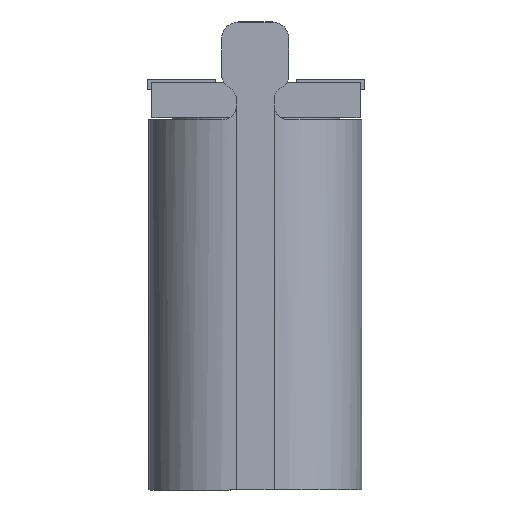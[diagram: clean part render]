
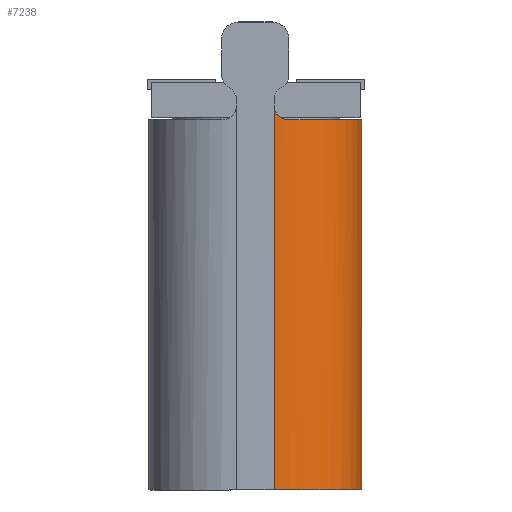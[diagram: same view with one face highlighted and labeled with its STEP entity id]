
A CAD part, front view. The second image highlights one B-rep face of the part: STEP entity #7238.
In plain terms, the highlighted cylindrical face has radius 1.3 mm (diameter 2.6 mm), a partial arc.
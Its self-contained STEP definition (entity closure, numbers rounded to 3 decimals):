
#376 = DIRECTION ( 'NONE',  ( 0., 1., 0. ) ) ;
#1142 = EDGE_CURVE ( 'NONE', #2694, #32605, #12488, .T. ) ;
#1359 = AXIS2_PLACEMENT_3D ( 'NONE', #24915, #8478, #16950 ) ;
#2033 = CARTESIAN_POINT ( 'NONE',  ( 4.454, 3.615, 9.367 ) ) ;
#2204 = CARTESIAN_POINT ( 'NONE',  ( 4.254, 3.6, 9.567 ) ) ;
#2632 = LINE ( 'NONE', #11635, #4769 ) ;
#2694 = VERTEX_POINT ( 'NONE', #26918 ) ;
#4212 = EDGE_CURVE ( 'NONE', #8415, #30034, #13735, .T. ) ;
#4769 = VECTOR ( 'NONE', #22373, 1000. ) ;
#4802 = CARTESIAN_POINT ( 'NONE',  ( 4.254, 4.9, 9.367 ) ) ;
#5892 = FACE_OUTER_BOUND ( 'NONE', #26830, .T. ) ;
#7186 = CARTESIAN_POINT ( 'NONE',  ( 4.402, 3.607, 9.367 ) ) ;
#7238 = ADVANCED_FACE ( 'NONE', ( #5892 ), #28950, .T. ) ;
#7360 = ORIENTED_EDGE ( 'NONE', *, *, #34896, .F. ) ;
#8096 = VERTEX_POINT ( 'NONE', #33011 ) ;
#8415 = VERTEX_POINT ( 'NONE', #9722 ) ;
#8478 = DIRECTION ( 'NONE',  ( 0., 0., 1. ) ) ;
#8480 = VECTOR ( 'NONE', #11696, 1000. ) ;
#9325 = EDGE_CURVE ( 'NONE', #2694, #8096, #10413, .T. ) ;
#9722 = CARTESIAN_POINT ( 'NONE',  ( 4.254, 3.6, 3.867 ) ) ;
#10339 = DIRECTION ( 'NONE',  ( 0., 0., 1. ) ) ;
#10413 = B_SPLINE_CURVE_WITH_KNOTS ( 'NONE', 3,
 ( #2033, #7186, #35419, #13270, #27491, #2204 ),
 .UNSPECIFIED., .F., .F.,
 ( 4, 2, 4 ),
 ( 0., 0., 0. ),
 .UNSPECIFIED. ) ;
#11635 = CARTESIAN_POINT ( 'NONE',  ( 5.554, 4.9, 10.392 ) ) ;
#11696 = DIRECTION ( 'NONE',  ( 0., 0., -1. ) ) ;
#11876 = LINE ( 'NONE', #17061, #8480 ) ;
#12488 = CIRCLE ( 'NONE', #33149, 1.3 ) ;
#13270 = CARTESIAN_POINT ( 'NONE',  ( 4.276, 3.599, 9.462 ) ) ;
#13735 = CIRCLE ( 'NONE', #1359, 1.3 ) ;
#16128 = CARTESIAN_POINT ( 'NONE',  ( 5.554, 4.9, 9.367 ) ) ;
#16950 = DIRECTION ( 'NONE',  ( 0., 1., 0. ) ) ;
#17061 = CARTESIAN_POINT ( 'NONE',  ( 4.254, 3.6, 10.092 ) ) ;
#18399 = AXIS2_PLACEMENT_3D ( 'NONE', #19930, #25663, #376 ) ;
#19930 = CARTESIAN_POINT ( 'NONE',  ( 4.254, 4.9, 10.092 ) ) ;
#20052 = ORIENTED_EDGE ( 'NONE', *, *, #1142, .F. ) ;
#21433 = DIRECTION ( 'NONE',  ( 0., -1., 0. ) ) ;
#22373 = DIRECTION ( 'NONE',  ( 0., 0., -1. ) ) ;
#24915 = CARTESIAN_POINT ( 'NONE',  ( 4.254, 4.9, 3.867 ) ) ;
#25022 = ORIENTED_EDGE ( 'NONE', *, *, #4212, .T. ) ;
#25663 = DIRECTION ( 'NONE',  ( 0., 0., -1. ) ) ;
#26830 = EDGE_LOOP ( 'NONE', ( #30031, #25022, #7360, #20052, #26996 ) ) ;
#26918 = CARTESIAN_POINT ( 'NONE',  ( 4.454, 3.615, 9.367 ) ) ;
#26996 = ORIENTED_EDGE ( 'NONE', *, *, #9325, .T. ) ;
#27491 = CARTESIAN_POINT ( 'NONE',  ( 4.254, 3.6, 9.514 ) ) ;
#28950 = CYLINDRICAL_SURFACE ( 'NONE', #18399, 1.3 ) ;
#30031 = ORIENTED_EDGE ( 'NONE', *, *, #30990, .T. ) ;
#30034 = VERTEX_POINT ( 'NONE', #31113 ) ;
#30990 = EDGE_CURVE ( 'NONE', #8096, #8415, #11876, .T. ) ;
#31113 = CARTESIAN_POINT ( 'NONE',  ( 5.554, 4.9, 3.867 ) ) ;
#32605 = VERTEX_POINT ( 'NONE', #16128 ) ;
#33011 = CARTESIAN_POINT ( 'NONE',  ( 4.254, 3.6, 9.567 ) ) ;
#33149 = AXIS2_PLACEMENT_3D ( 'NONE', #4802, #10339, #21433 ) ;
#34896 = EDGE_CURVE ( 'NONE', #32605, #30034, #2632, .T. ) ;
#35419 = CARTESIAN_POINT ( 'NONE',  ( 4.35, 3.603, 9.389 ) ) ;
